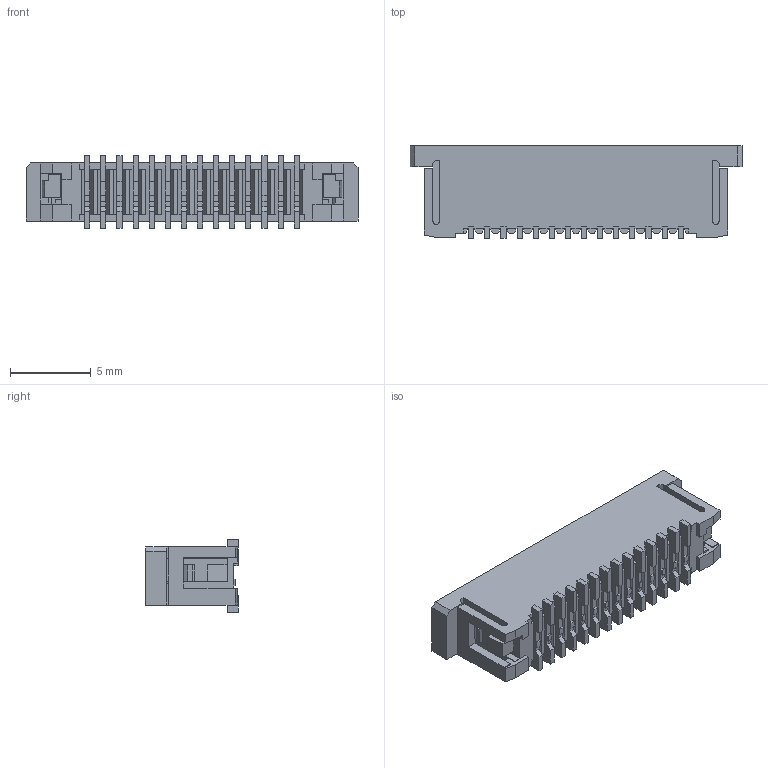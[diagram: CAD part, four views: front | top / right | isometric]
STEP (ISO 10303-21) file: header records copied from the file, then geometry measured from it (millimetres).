
FILE_DESCRIPTION(('STEP AP242'),'1');
FILE_NAME('52610-1433.stp','2023-04-25T18:02:31',('TraceParts'),('TraceParts S.A.'),'Spatial InterOp 3D',' ',' ');
FILE_SCHEMA(('AP242_MANAGED_MODEL_BASED_3D_ENGINEERING_MIM_LF {1 0 10303 442 1 1 4}'));
Length unit declared in the file: millimetre
Products named in the file (1): 52610-1433_1
Bounding box: 20.6 x 5.75 x 4.5 mm (x, y, z)
Volume: 328.2 mm3; surface area: 810.5 mm2
Topology: 1 solids, 1 shells, 568 faces, 1813 edges, 1346 vertices
Faces by surface type: plane 535, cylinder 33
Entity records: 19635 total; most frequent: CARTESIAN_POINT 3517, ORIENTED_EDGE 3402, DIRECTION 3015, LINE 1747, VECTOR 1747, EDGE_CURVE 1701, VERTEX_POINT 1122, AXIS2_PLACEMENT_3D 634
